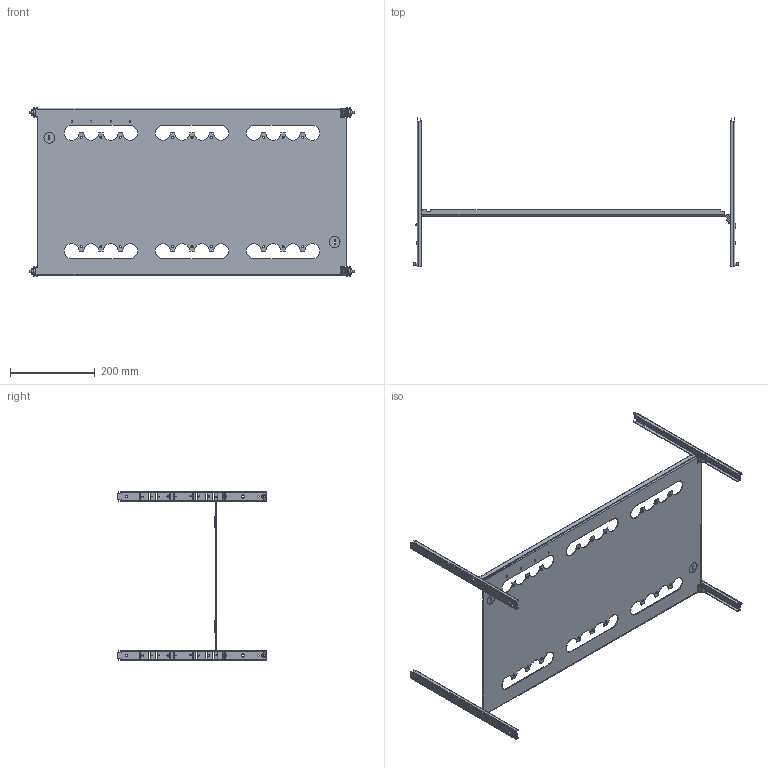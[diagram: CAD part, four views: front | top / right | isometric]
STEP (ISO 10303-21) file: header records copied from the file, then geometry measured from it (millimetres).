
FILE_DESCRIPTION(/* description */ (''),/* implementation_level */ '2;1');
FILE_NAME(/* name */ '8PQ6000-8BA63_v.stp',/* time_stamp */ '2018-10-12T08:25:28+02:00',/* author */ (''),/* organization */ (''),/* preprocessor_version */ 'ST-DEVELOPER v16.7',/* originating_system */ 'SIEMENS PLM Software NX 12.0',/* authorisation */ '');
FILE_SCHEMA (('AUTOMOTIVE_DESIGN { 1 0 10303 214 3 1 1 1 }'));
Length unit declared in the file: millimetre
Products named in the file (3): part6365; part63b66; 8PQ6000-8BA63_v_stp
Assembly tree (5 placements, depth 2):
  8PQ6000-8BA63_v_stp
    part63b66  x4
    part6365
Bounding box: 767 x 353 x 398.2 mm (x, y, z)
Volume: 638778.6 mm3; surface area: 681502.9 mm2
Topology: 5 solids, 5 shells, 1352 faces, 3528 edges, 2286 vertices
Faces by surface type: plane 931, cylinder 231, bspline 178, cone 12
Full cylindrical faces by diameter (mm): 25.5 x4
Entity records: 23827 total; most frequent: CARTESIAN_POINT 7414, ORIENTED_EDGE 3426, DIRECTION 3174, EDGE_CURVE 1713, LINE 1184, VECTOR 1184, VERTEX_POINT 1099, AXIS2_PLACEMENT_3D 995
